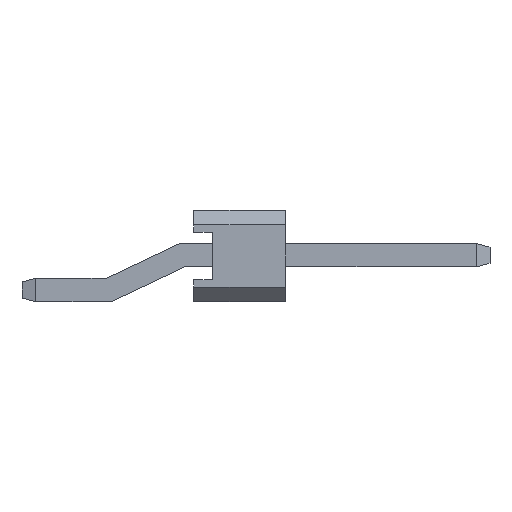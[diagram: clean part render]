
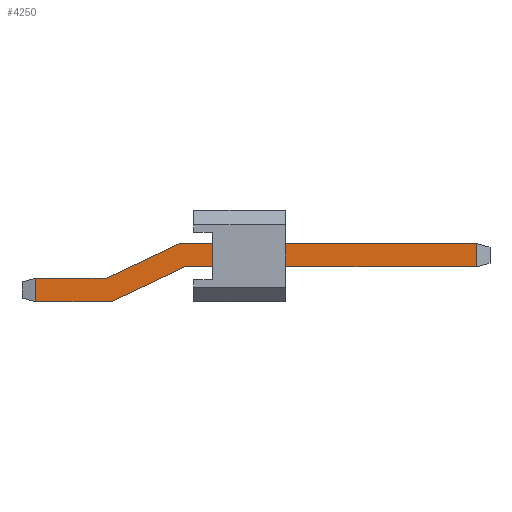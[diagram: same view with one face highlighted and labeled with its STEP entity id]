
A CAD part, front view. The second image highlights one B-rep face of the part: STEP entity #4250.
In plain terms, the highlighted planar face has unit normal (0, -1, 0).
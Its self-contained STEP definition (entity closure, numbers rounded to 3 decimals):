
#58=FACE_OUTER_BOUND('',#314,.T.);
#314=EDGE_LOOP('',(#2821,#2822,#2823,#2824,#2825,#2826,#2827,#2828));
#567=LINE('',#5923,#1175);
#576=LINE('',#5941,#1184);
#586=LINE('',#5961,#1194);
#589=LINE('',#5967,#1197);
#591=LINE('',#5972,#1199);
#592=LINE('',#5973,#1200);
#593=LINE('',#5975,#1201);
#594=LINE('',#5976,#1202);
#1175=VECTOR('',#4798,10.);
#1184=VECTOR('',#4811,10.);
#1194=VECTOR('',#4829,10.);
#1197=VECTOR('',#4836,10.);
#1199=VECTOR('',#4842,10.);
#1200=VECTOR('',#4843,10.);
#1201=VECTOR('',#4844,10.);
#1202=VECTOR('',#4845,10.);
#1774=VERTEX_POINT('',#5903);
#1777=VERTEX_POINT('',#5911);
#1787=VERTEX_POINT('',#5940);
#1788=VERTEX_POINT('',#5945);
#1793=VERTEX_POINT('',#5956);
#1794=VERTEX_POINT('',#5966);
#1795=VERTEX_POINT('',#5971);
#1796=VERTEX_POINT('',#5974);
#2167=EDGE_CURVE('',#1774,#1777,#567,.T.);
#2176=EDGE_CURVE('',#1787,#1777,#576,.T.);
#2186=EDGE_CURVE('',#1788,#1793,#586,.T.);
#2189=EDGE_CURVE('',#1794,#1793,#589,.T.);
#2191=EDGE_CURVE('',#1774,#1795,#591,.T.);
#2192=EDGE_CURVE('',#1795,#1794,#592,.T.);
#2193=EDGE_CURVE('',#1788,#1796,#593,.T.);
#2194=EDGE_CURVE('',#1796,#1787,#594,.T.);
#2821=ORIENTED_EDGE('',*,*,#2167,.F.);
#2822=ORIENTED_EDGE('',*,*,#2191,.T.);
#2823=ORIENTED_EDGE('',*,*,#2192,.T.);
#2824=ORIENTED_EDGE('',*,*,#2189,.T.);
#2825=ORIENTED_EDGE('',*,*,#2186,.F.);
#2826=ORIENTED_EDGE('',*,*,#2193,.T.);
#2827=ORIENTED_EDGE('',*,*,#2194,.T.);
#2828=ORIENTED_EDGE('',*,*,#2176,.T.);
#3994=PLANE('',#4535);
#4250=ADVANCED_FACE('',(#58),#3994,.T.);
#4535=AXIS2_PLACEMENT_3D('',#5970,#4840,#4841);
#4798=DIRECTION('',(0.,0.,1.));
#4811=DIRECTION('',(-1.,0.,0.));
#4829=DIRECTION('',(0.,0.,-1.));
#4836=DIRECTION('',(1.,0.,0.));
#4840=DIRECTION('center_axis',(0.,-1.,0.));
#4841=DIRECTION('ref_axis',(0.,0.,-1.));
#4842=DIRECTION('',(1.,0.,0.));
#4843=DIRECTION('',(0.903,0.,0.429));
#4844=DIRECTION('',(-1.,0.,0.));
#4845=DIRECTION('',(-0.903,0.,-0.429));
#5903=CARTESIAN_POINT('',(0.373,-0.32,0.));
#5911=CARTESIAN_POINT('',(0.373,-0.32,0.64));
#5923=CARTESIAN_POINT('',(0.373,-0.32,0.398));
#5940=CARTESIAN_POINT('',(2.3,-0.32,0.64));
#5941=CARTESIAN_POINT('',(0.,-0.32,0.64));
#5945=CARTESIAN_POINT('',(12.427,-0.32,1.59));
#5956=CARTESIAN_POINT('',(12.427,-0.32,0.95));
#5961=CARTESIAN_POINT('',(12.427,-0.32,1.193));
#5966=CARTESIAN_POINT('',(4.444,-0.32,0.95));
#5967=CARTESIAN_POINT('',(4.444,-0.32,0.95));
#5970=CARTESIAN_POINT('Origin',(6.4,-0.32,0.795));
#5971=CARTESIAN_POINT('',(2.444,-0.32,0.));
#5972=CARTESIAN_POINT('',(0.,-0.32,0.));
#5973=CARTESIAN_POINT('',(2.444,-0.32,0.));
#5974=CARTESIAN_POINT('',(4.3,-0.32,1.59));
#5975=CARTESIAN_POINT('',(4.3,-0.32,1.59));
#5976=CARTESIAN_POINT('',(2.3,-0.32,0.64));
